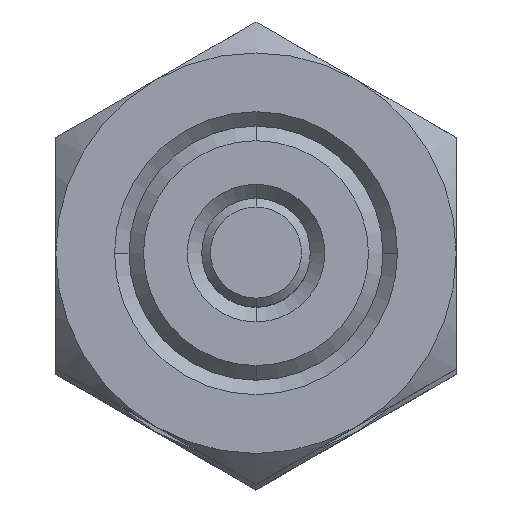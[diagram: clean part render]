
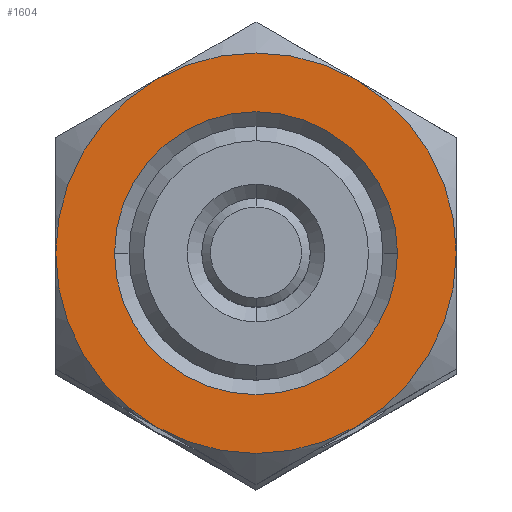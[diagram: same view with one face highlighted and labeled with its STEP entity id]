
A CAD part, top view. The second image highlights one B-rep face of the part: STEP entity #1604.
In plain terms, the highlighted planar face has unit normal (0, 0, 1).
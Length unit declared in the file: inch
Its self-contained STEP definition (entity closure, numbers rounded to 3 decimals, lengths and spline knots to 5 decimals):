
#50 = CIRCLE ( 'NONE', #536, 0.24375 ) ;
#88 = EDGE_CURVE ( 'NONE', #1494, #1482, #3754, .T. ) ;
#106 = CARTESIAN_POINT ( 'NONE',  ( 0., 0., 0.125 ) ) ;
#165 = VERTEX_POINT ( 'NONE', #3579 ) ;
#239 = VERTEX_POINT ( 'NONE', #2380 ) ;
#308 = CARTESIAN_POINT ( 'NONE',  ( 0.24375, 0., 0.125 ) ) ;
#405 = DIRECTION ( 'NONE',  ( 1., 0., 0. ) ) ;
#408 = CIRCLE ( 'NONE', #2580, 0.345 ) ;
#469 = EDGE_CURVE ( 'NONE', #239, #165, #1553, .T. ) ;
#476 = VERTEX_POINT ( 'NONE', #1647 ) ;
#525 = CARTESIAN_POINT ( 'NONE',  ( 0., 0., 0.125 ) ) ;
#535 = CARTESIAN_POINT ( 'NONE',  ( -0.345, 0., 0.125 ) ) ;
#536 = AXIS2_PLACEMENT_3D ( 'NONE', #106, #2282, #405 ) ;
#559 = DIRECTION ( 'NONE',  ( 0., 0., 1. ) ) ;
#632 = FACE_BOUND ( 'NONE', #3857, .T. ) ;
#742 = AXIS2_PLACEMENT_3D ( 'NONE', #2145, #939, #3106 ) ;
#747 = CARTESIAN_POINT ( 'NONE',  ( 0., 0., 0.125 ) ) ;
#799 = EDGE_CURVE ( 'NONE', #1482, #2042, #3902, .T. ) ;
#820 = ORIENTED_EDGE ( 'NONE', *, *, #1909, .T. ) ;
#848 = DIRECTION ( 'NONE',  ( 1., 0., 0. ) ) ;
#899 = ORIENTED_EDGE ( 'NONE', *, *, #1237, .T. ) ;
#939 = DIRECTION ( 'NONE',  ( 0., 0., 1. ) ) ;
#1040 = DIRECTION ( 'NONE',  ( 0., 0., 1. ) ) ;
#1062 = DIRECTION ( 'NONE',  ( 1., 0., 0. ) ) ;
#1151 = CIRCLE ( 'NONE', #2738, 0.345 ) ;
#1237 = EDGE_CURVE ( 'NONE', #2919, #2851, #50, .T. ) ;
#1336 = DIRECTION ( 'NONE',  ( 0., 0., 1. ) ) ;
#1380 = DIRECTION ( 'NONE',  ( 0., 0., 1. ) ) ;
#1482 = VERTEX_POINT ( 'NONE', #3323 ) ;
#1494 = VERTEX_POINT ( 'NONE', #535 ) ;
#1496 = AXIS2_PLACEMENT_3D ( 'NONE', #1781, #3983, #2098 ) ;
#1553 = CIRCLE ( 'NONE', #2445, 0.345 ) ;
#1604 = ADVANCED_FACE ( 'NONE', ( #632, #3215 ), #3413, .T. ) ;
#1647 = CARTESIAN_POINT ( 'NONE',  ( 0.345, 0., 0.125 ) ) ;
#1704 = EDGE_LOOP ( 'NONE', ( #820, #2166, #2942, #3647, #1959, #1812 ) ) ;
#1781 = CARTESIAN_POINT ( 'NONE',  ( 0., 0., 0.125 ) ) ;
#1812 = ORIENTED_EDGE ( 'NONE', *, *, #799, .T. ) ;
#1816 = AXIS2_PLACEMENT_3D ( 'NONE', #525, #2710, #848 ) ;
#1874 = ORIENTED_EDGE ( 'NONE', *, *, #3440, .T. ) ;
#1909 = EDGE_CURVE ( 'NONE', #2042, #476, #2039, .T. ) ;
#1941 = AXIS2_PLACEMENT_3D ( 'NONE', #3198, #1336, #3518 ) ;
#1959 = ORIENTED_EDGE ( 'NONE', *, *, #88, .T. ) ;
#2039 = CIRCLE ( 'NONE', #1496, 0.345 ) ;
#2042 = VERTEX_POINT ( 'NONE', #2218 ) ;
#2098 = DIRECTION ( 'NONE',  ( 1., 0., 0. ) ) ;
#2145 = CARTESIAN_POINT ( 'NONE',  ( -0.345, 0.19919, 0.125 ) ) ;
#2166 = ORIENTED_EDGE ( 'NONE', *, *, #3824, .T. ) ;
#2218 = CARTESIAN_POINT ( 'NONE',  ( 0.1725, -0.29878, 0.125 ) ) ;
#2228 = CARTESIAN_POINT ( 'NONE',  ( -0.24375, 0., 0.125 ) ) ;
#2282 = DIRECTION ( 'NONE',  ( 0., 0., -1. ) ) ;
#2380 = CARTESIAN_POINT ( 'NONE',  ( 0.1725, 0.29878, 0.125 ) ) ;
#2421 = CIRCLE ( 'NONE', #1816, 0.24375 ) ;
#2434 = CARTESIAN_POINT ( 'NONE',  ( 0., 0., 0.125 ) ) ;
#2445 = AXIS2_PLACEMENT_3D ( 'NONE', #2898, #1040, #3213 ) ;
#2580 = AXIS2_PLACEMENT_3D ( 'NONE', #747, #2931, #1062 ) ;
#2710 = DIRECTION ( 'NONE',  ( 0., 0., -1. ) ) ;
#2738 = AXIS2_PLACEMENT_3D ( 'NONE', #2434, #559, #2743 ) ;
#2743 = DIRECTION ( 'NONE',  ( 1., 0., 0. ) ) ;
#2851 = VERTEX_POINT ( 'NONE', #308 ) ;
#2898 = CARTESIAN_POINT ( 'NONE',  ( 0., 0., 0.125 ) ) ;
#2919 = VERTEX_POINT ( 'NONE', #2228 ) ;
#2931 = DIRECTION ( 'NONE',  ( 0., 0., 1. ) ) ;
#2942 = ORIENTED_EDGE ( 'NONE', *, *, #469, .T. ) ;
#3106 = DIRECTION ( 'NONE',  ( 1., 0., 0. ) ) ;
#3198 = CARTESIAN_POINT ( 'NONE',  ( 0., 0., 0.125 ) ) ;
#3213 = DIRECTION ( 'NONE',  ( 1., 0., 0. ) ) ;
#3215 = FACE_OUTER_BOUND ( 'NONE', #1704, .T. ) ;
#3223 = EDGE_CURVE ( 'NONE', #165, #1494, #1151, .T. ) ;
#3240 = CARTESIAN_POINT ( 'NONE',  ( 0., 0., 0.125 ) ) ;
#3322 = AXIS2_PLACEMENT_3D ( 'NONE', #3240, #1380, #3557 ) ;
#3323 = CARTESIAN_POINT ( 'NONE',  ( -0.1725, -0.29878, 0.125 ) ) ;
#3413 = PLANE ( 'NONE',  #742 ) ;
#3440 = EDGE_CURVE ( 'NONE', #2851, #2919, #2421, .T. ) ;
#3518 = DIRECTION ( 'NONE',  ( 1., 0., 0. ) ) ;
#3557 = DIRECTION ( 'NONE',  ( 1., 0., 0. ) ) ;
#3579 = CARTESIAN_POINT ( 'NONE',  ( -0.1725, 0.29878, 0.125 ) ) ;
#3647 = ORIENTED_EDGE ( 'NONE', *, *, #3223, .T. ) ;
#3754 = CIRCLE ( 'NONE', #3322, 0.345 ) ;
#3824 = EDGE_CURVE ( 'NONE', #476, #239, #408, .T. ) ;
#3857 = EDGE_LOOP ( 'NONE', ( #1874, #899 ) ) ;
#3902 = CIRCLE ( 'NONE', #1941, 0.345 ) ;
#3983 = DIRECTION ( 'NONE',  ( 0., 0., 1. ) ) ;
